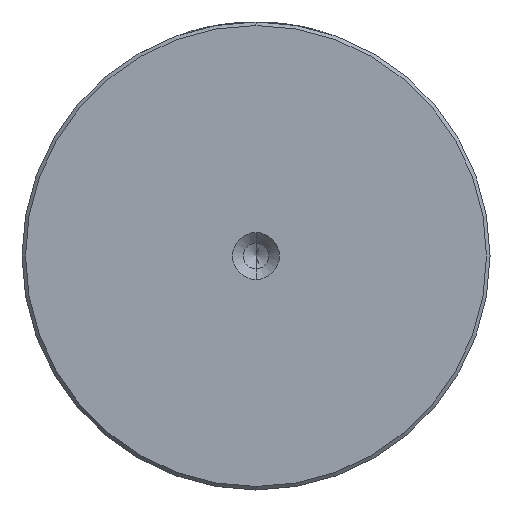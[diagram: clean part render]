
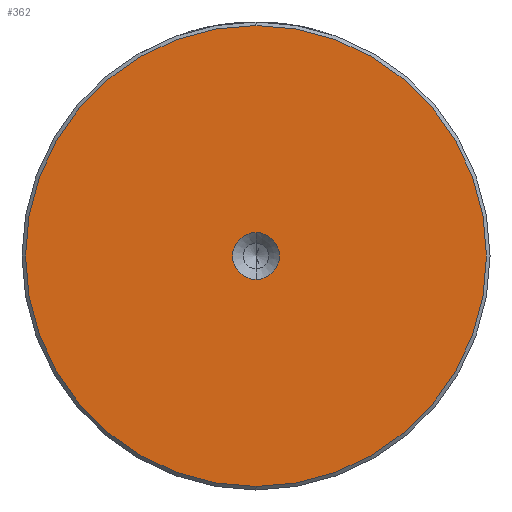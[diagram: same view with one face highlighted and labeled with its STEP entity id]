
A CAD part, left-side view. The second image highlights one B-rep face of the part: STEP entity #362.
In plain terms, the highlighted planar face has unit normal (-1, 0, 0).
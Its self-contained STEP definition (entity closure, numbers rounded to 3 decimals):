
#55 = EDGE_LOOP ( 'NONE', ( #562, #3168 ) ) ;
#56 = EDGE_CURVE ( 'NONE', #1893, #2151, #2748, .T. ) ;
#139 = CIRCLE ( 'NONE', #2889, 3.3 ) ;
#329 = EDGE_CURVE ( 'NONE', #2151, #1893, #139, .T. ) ;
#362 = ADVANCED_FACE ( 'NONE', ( #1967, #1885 ), #2072, .T. ) ;
#451 = CARTESIAN_POINT ( 'NONE',  ( 0., 0., -32.5 ) ) ;
#482 = DIRECTION ( 'NONE',  ( -1., 0., 0. ) ) ;
#562 = ORIENTED_EDGE ( 'NONE', *, *, #329, .F. ) ;
#727 = ORIENTED_EDGE ( 'NONE', *, *, #1988, .T. ) ;
#845 = DIRECTION ( 'NONE',  ( 0., 0., 1. ) ) ;
#968 = CARTESIAN_POINT ( 'NONE',  ( 0., 0., 0. ) ) ;
#1096 = CIRCLE ( 'NONE', #2953, 32.5 ) ;
#1114 = VERTEX_POINT ( 'NONE', #1926 ) ;
#1352 = AXIS2_PLACEMENT_3D ( 'NONE', #1396, #3130, #1641 ) ;
#1396 = CARTESIAN_POINT ( 'NONE',  ( 0., 0., 0. ) ) ;
#1610 = EDGE_CURVE ( 'NONE', #1841, #1114, #2415, .T. ) ;
#1641 = DIRECTION ( 'NONE',  ( 0., 0., 1. ) ) ;
#1645 = CARTESIAN_POINT ( 'NONE',  ( 0., 0., 3.3 ) ) ;
#1795 = DIRECTION ( 'NONE',  ( 0., 0., 1. ) ) ;
#1824 = CARTESIAN_POINT ( 'NONE',  ( 0., 0., 0. ) ) ;
#1841 = VERTEX_POINT ( 'NONE', #451 ) ;
#1885 = FACE_BOUND ( 'NONE', #55, .T. ) ;
#1893 = VERTEX_POINT ( 'NONE', #3200 ) ;
#1926 = CARTESIAN_POINT ( 'NONE',  ( 0., 0., 32.5 ) ) ;
#1967 = FACE_OUTER_BOUND ( 'NONE', #2199, .T. ) ;
#1969 = CARTESIAN_POINT ( 'NONE',  ( 0., 0., 0. ) ) ;
#1988 = EDGE_CURVE ( 'NONE', #1114, #1841, #1096, .T. ) ;
#2072 = PLANE ( 'NONE',  #2126 ) ;
#2115 = DIRECTION ( 'NONE',  ( -1., 0., 0. ) ) ;
#2126 = AXIS2_PLACEMENT_3D ( 'NONE', #1824, #2328, #845 ) ;
#2151 = VERTEX_POINT ( 'NONE', #1645 ) ;
#2199 = EDGE_LOOP ( 'NONE', ( #2221, #727 ) ) ;
#2221 = ORIENTED_EDGE ( 'NONE', *, *, #1610, .T. ) ;
#2227 = DIRECTION ( 'NONE',  ( 0., 0., 1. ) ) ;
#2328 = DIRECTION ( 'NONE',  ( -1., 0., 0. ) ) ;
#2415 = CIRCLE ( 'NONE', #1352, 32.5 ) ;
#2454 = AXIS2_PLACEMENT_3D ( 'NONE', #2745, #3021, #2974 ) ;
#2745 = CARTESIAN_POINT ( 'NONE',  ( 0., 0., 0. ) ) ;
#2748 = CIRCLE ( 'NONE', #2454, 3.3 ) ;
#2889 = AXIS2_PLACEMENT_3D ( 'NONE', #968, #2115, #1795 ) ;
#2953 = AXIS2_PLACEMENT_3D ( 'NONE', #1969, #482, #2227 ) ;
#2974 = DIRECTION ( 'NONE',  ( 0., 0., 1. ) ) ;
#3021 = DIRECTION ( 'NONE',  ( -1., 0., 0. ) ) ;
#3130 = DIRECTION ( 'NONE',  ( -1., 0., 0. ) ) ;
#3168 = ORIENTED_EDGE ( 'NONE', *, *, #56, .F. ) ;
#3200 = CARTESIAN_POINT ( 'NONE',  ( 0., 0., -3.3 ) ) ;
